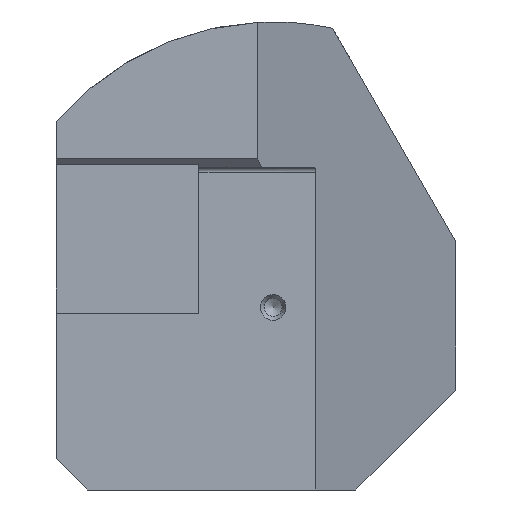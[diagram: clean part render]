
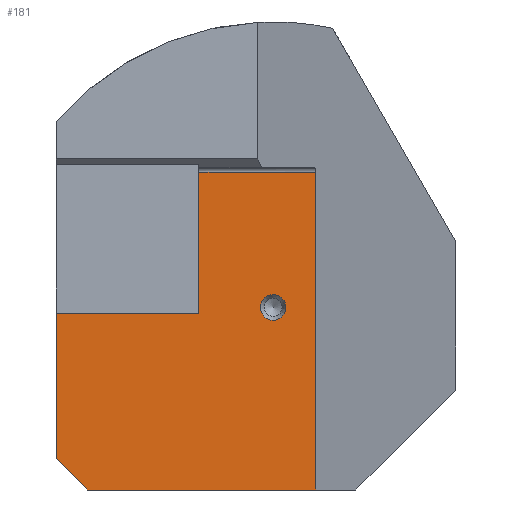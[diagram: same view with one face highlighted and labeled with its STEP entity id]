
A CAD part, left-side view. The second image highlights one B-rep face of the part: STEP entity #181.
In plain terms, the highlighted planar face has unit normal (-1, 0, 0).
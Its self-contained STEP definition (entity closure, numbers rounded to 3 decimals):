
#87=FACE_BOUND('',#329,.T.);
#88=FACE_BOUND('',#330,.T.);
#122=PLANE('',#1174);
#181=ADVANCED_FACE('',(#87,#88),#122,.F.);
#329=EDGE_LOOP('',(#635));
#330=EDGE_LOOP('',(#636,#637,#638,#639,#640,#641,#642));
#403=CIRCLE('',#1173,2.25);
#635=ORIENTED_EDGE('',*,*,#916,.T.);
#636=ORIENTED_EDGE('',*,*,#917,.T.);
#637=ORIENTED_EDGE('',*,*,#814,.T.);
#638=ORIENTED_EDGE('',*,*,#805,.F.);
#639=ORIENTED_EDGE('',*,*,#901,.F.);
#640=ORIENTED_EDGE('',*,*,#909,.F.);
#641=ORIENTED_EDGE('',*,*,#915,.F.);
#642=ORIENTED_EDGE('',*,*,#918,.T.);
#704=VERTEX_POINT('',#1620);
#705=VERTEX_POINT('',#1622);
#712=VERTEX_POINT('',#1644);
#774=VERTEX_POINT('',#2546);
#778=VERTEX_POINT('',#2562);
#782=VERTEX_POINT('',#2574);
#783=VERTEX_POINT('',#2578);
#784=VERTEX_POINT('',#2580);
#805=EDGE_CURVE('',#704,#705,#938,.T.);
#814=EDGE_CURVE('',#712,#705,#946,.T.);
#901=EDGE_CURVE('',#774,#704,#986,.T.);
#909=EDGE_CURVE('',#778,#774,#994,.T.);
#915=EDGE_CURVE('',#782,#778,#999,.T.);
#916=EDGE_CURVE('',#783,#783,#403,.T.);
#917=EDGE_CURVE('',#784,#712,#1000,.T.);
#918=EDGE_CURVE('',#782,#784,#1001,.T.);
#938=LINE('',#1621,#1014);
#946=LINE('',#1643,#1022);
#986=LINE('',#2547,#1062);
#994=LINE('',#2563,#1070);
#999=LINE('',#2575,#1075);
#1000=LINE('',#2579,#1076);
#1001=LINE('',#2581,#1077);
#1014=VECTOR('',#1216,1.);
#1022=VECTOR('',#1226,1.);
#1062=VECTOR('',#1384,1.);
#1070=VECTOR('',#1400,1.);
#1075=VECTOR('',#1411,1.);
#1076=VECTOR('',#1416,1.);
#1077=VECTOR('',#1417,1.);
#1173=AXIS2_PLACEMENT_3D('',#2577,#1414,#1415);
#1174=AXIS2_PLACEMENT_3D('',#2582,#1418,#1419);
#1216=DIRECTION('',(0.,0.,1.));
#1226=DIRECTION('',(0.,1.,0.));
#1384=DIRECTION('',(0.,0.707,0.707));
#1400=DIRECTION('',(0.,1.,0.));
#1411=DIRECTION('',(0.,0.,-1.));
#1414=DIRECTION('',(1.,0.,0.));
#1415=DIRECTION('',(0.,0.,-1.));
#1416=DIRECTION('',(0.,0.,-1.));
#1417=DIRECTION('',(0.,1.,0.));
#1418=DIRECTION('',(1.,0.,0.));
#1419=DIRECTION('',(0.,0.,-1.));
#1620=CARTESIAN_POINT('',(20.,38.,-26.5));
#1621=CARTESIAN_POINT('',(20.,38.,32.5));
#1622=CARTESIAN_POINT('',(20.,38.,-1.));
#1643=CARTESIAN_POINT('',(20.,48.,-1.));
#1644=CARTESIAN_POINT('',(20.,13.,-1.));
#2546=CARTESIAN_POINT('',(20.,32.5,-32.));
#2547=CARTESIAN_POINT('',(20.,38.,-26.5));
#2562=CARTESIAN_POINT('',(20.,-7.492,-32.));
#2563=CARTESIAN_POINT('',(20.,32.5,-32.));
#2574=CARTESIAN_POINT('',(20.,-7.492,23.7));
#2575=CARTESIAN_POINT('',(20.,-7.492,-32.));
#2577=CARTESIAN_POINT('',(20.,0.,0.));
#2578=CARTESIAN_POINT('',(20.,0.,-2.25));
#2579=CARTESIAN_POINT('',(20.,13.,-32.));
#2580=CARTESIAN_POINT('',(20.,13.,23.7));
#2581=CARTESIAN_POINT('',(20.,65.,23.7));
#2582=CARTESIAN_POINT('',(20.,65.,-32.));
